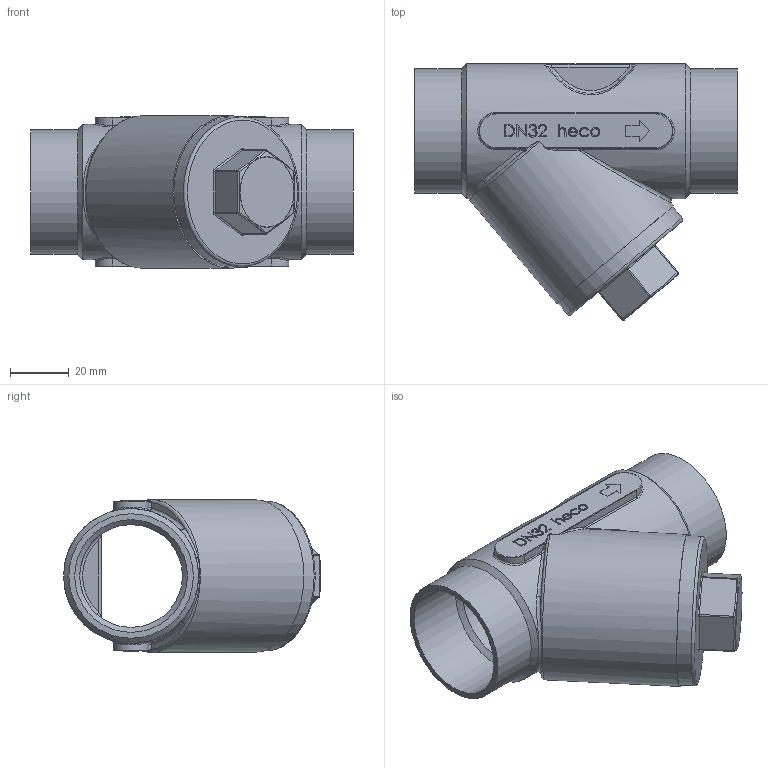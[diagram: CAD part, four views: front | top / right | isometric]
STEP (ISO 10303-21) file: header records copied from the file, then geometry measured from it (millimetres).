
FILE_DESCRIPTION (( 'STEP AP214' ), '1' );
FILE_NAME ('SF-114-00S-4 Schmutzfänger Anschweißende 2101.STEP', '2021-01-13T09:17:10', ( '' ), ( '' ), 'SwSTEP 2.0', 'SolidWorks 2019', '' );
FILE_SCHEMA (( 'AUTOMOTIVE_DESIGN' ));
Length unit declared in the file: millimetre
Products named in the file (1): SF-114-00S-4 Schmutzfänger Anschweißende 2101
Bounding box: 110 x 87.5 x 52 mm (x, y, z)
Volume: 150433.4 mm3; surface area: 37050.9 mm2
Topology: 1 solids, 1 shells, 455 faces, 1140 edges, 726 vertices
Faces by surface type: bspline 188, plane 187, cylinder 52, torus 17, sphere 6, cone 5
Full cylindrical faces by diameter (mm): 35 x1, 38.4 x2, 42.4 x2, 46 x1, 51 x1, 52 x1
Entity records: 26964 total; most frequent: CARTESIAN_POINT 14198, ORIENTED_EDGE 2240, DIRECTION 1413, EDGE_CURVE 1120, VERTEX_POINT 722, LINE 599, VECTOR 599, EDGE_LOOP 512
